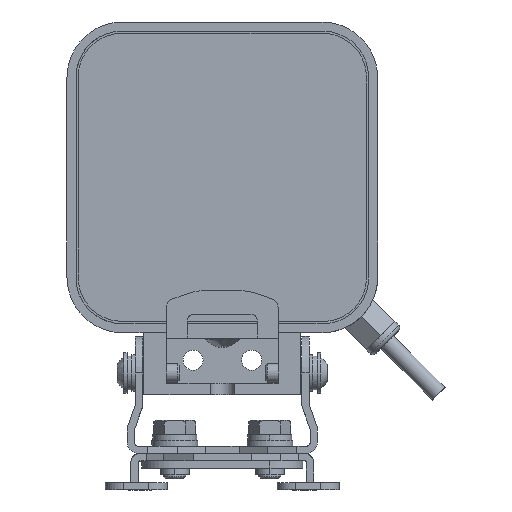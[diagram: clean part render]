
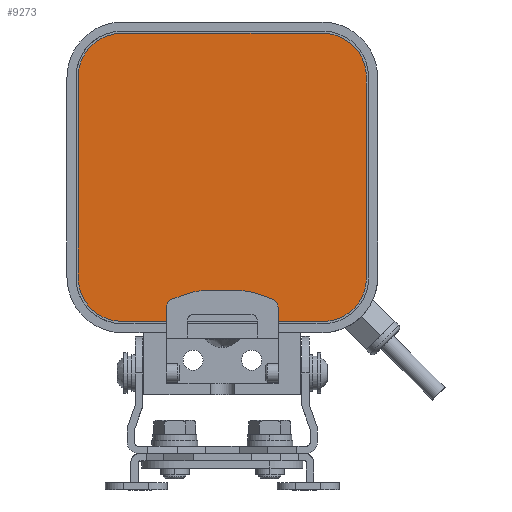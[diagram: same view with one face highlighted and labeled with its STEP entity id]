
A CAD part, front view. The second image highlights one B-rep face of the part: STEP entity #9273.
In plain terms, the highlighted planar face has unit normal (0, -1, 0).
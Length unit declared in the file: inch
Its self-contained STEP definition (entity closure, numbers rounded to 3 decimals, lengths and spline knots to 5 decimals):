
#69 = CARTESIAN_POINT ( 'NONE',  ( 1.55118, -1.26772, 2.28346 ) ) ;
#119 = CARTESIAN_POINT ( 'NONE',  ( -1.55118, -1.26772, 2.28346 ) ) ;
#435 = CARTESIAN_POINT ( 'NONE',  ( 1.55118, -1.26772, 3.36614 ) ) ;
#745 = ORIENTED_EDGE ( 'NONE', *, *, #15180, .T. ) ;
#1165 = CARTESIAN_POINT ( 'NONE',  ( -1.55118, -1.26772, 1.81496 ) ) ;
#1306 = CARTESIAN_POINT ( 'NONE',  ( -0.20053, -1.26772, 2.14567 ) ) ;
#1374 = EDGE_CURVE ( 'NONE', #8436, #15314, #10774, .T. ) ;
#1634 = VERTEX_POINT ( 'NONE', #8290 ) ;
#1645 = CARTESIAN_POINT ( 'NONE',  ( 1.08268, -1.26772, 4.91732 ) ) ;
#2629 = CARTESIAN_POINT ( 'NONE',  ( -0.60039, -1.26772, 1.81496 ) ) ;
#2634 = CARTESIAN_POINT ( 'NONE',  ( 0.60039, -1.26772, 1.96412 ) ) ;
#2685 = EDGE_CURVE ( 'NONE', #2869, #1634, #4289, .T. ) ;
#2841 = CARTESIAN_POINT ( 'NONE',  ( -0.32033, -1.26772, 2.13021 ) ) ;
#2869 = VERTEX_POINT ( 'NONE', #11390 ) ;
#2904 = CARTESIAN_POINT ( 'NONE',  ( -0.26142, -1.26772, 2.14566 ) ) ;
#3098 = VECTOR ( 'NONE', #11198, 39.37008 ) ;
#3380 = ORIENTED_EDGE ( 'NONE', *, *, #4520, .T. ) ;
#3544 = CARTESIAN_POINT ( 'NONE',  ( -1.08268, -1.26772, 4.91732 ) ) ;
#4289 = LINE ( 'NONE', #7046, #7033 ) ;
#4391 = CARTESIAN_POINT ( 'NONE',  ( 0.60039, -1.26772, 4.94835 ) ) ;
#4399 = DIRECTION ( 'NONE',  ( 1., 0., 0. ) ) ;
#4520 = EDGE_CURVE ( 'NONE', #1634, #5134, #8547, .T. ) ;
#4652 = CARTESIAN_POINT ( 'NONE',  ( -0.60039, -1.26772, 1.81496 ) ) ;
#4686 = EDGE_CURVE ( 'NONE', #17474, #2869, #7985, .T. ) ;
#4914 = CARTESIAN_POINT ( 'NONE',  ( -0.60039, -1.26772, 1.96412 ) ) ;
#5134 = VERTEX_POINT ( 'NONE', #3544 ) ;
#5449 = CARTESIAN_POINT ( 'NONE',  ( -0.60039, -1.26772, 1.96412 ) ) ;
#5520 = CARTESIAN_POINT ( 'NONE',  ( -0.60039, -1.26772, 4.94835 ) ) ;
#5612 = CARTESIAN_POINT ( 'NONE',  ( 1.55118, -1.26772, 4.91732 ) ) ;
#5622 = ORIENTED_EDGE ( 'NONE', *, *, #2685, .T. ) ;
#5679 = CARTESIAN_POINT ( 'NONE',  ( -1.08268, -1.26772, 4.91732 ) ) ;
#6226 = LINE ( 'NONE', #5520, #8964 ) ;
#6805 = CARTESIAN_POINT ( 'NONE',  ( -1.5822, -1.26772, 4.94835 ) ) ;
#6875 = EDGE_CURVE ( 'NONE', #14365, #8436, #10716, .T. ) ;
#7033 = VECTOR ( 'NONE', #4399, 39.37008 ) ;
#7046 = CARTESIAN_POINT ( 'NONE',  ( -1.5822, -1.26772, 1.81496 ) ) ;
#7057 = CARTESIAN_POINT ( 'NONE',  ( 0.20053, -1.26772, 2.14567 ) ) ;
#7230 = CARTESIAN_POINT ( 'NONE',  ( 0.26142, -1.26772, 2.14566 ) ) ;
#7706 = CARTESIAN_POINT ( 'NONE',  ( -1.55118, -1.26772, 4.91732 ) ) ;
#7958 = ORIENTED_EDGE ( 'NONE', *, *, #4686, .T. ) ;
#7985 = LINE ( 'NONE', #4391, #3098 ) ;
#8264 = DIRECTION ( 'NONE',  ( 0., 0., 1. ) ) ;
#8290 = CARTESIAN_POINT ( 'NONE',  ( 1.08268, -1.26772, 1.81496 ) ) ;
#8436 = VERTEX_POINT ( 'NONE', #1306 ) ;
#8547 =( BOUNDED_CURVE ( )  B_SPLINE_CURVE ( 2, ( #16212, #13602, #69, #435, #12374, #5612, #1645, #15264, #5679 ),
 .UNSPECIFIED., .F., .F. ) 
 B_SPLINE_CURVE_WITH_KNOTS ( ( 3, 2, 2, 2, 3 ),
 ( 0., 0.0187, 0.07372, 0.09242, 0.14745 ),
 .UNSPECIFIED. ) 
 CURVE ( )  GEOMETRIC_REPRESENTATION_ITEM ( )  RATIONAL_B_SPLINE_CURVE ( ( 1., 0.707, 1., 1., 1., 0.707, 1., 1., 1. ) ) 
 REPRESENTATION_ITEM ( '' )  );
#8552 = CARTESIAN_POINT ( 'NONE',  ( 0.54071, -1.26772, 2.0546 ) ) ;
#8610 = CARTESIAN_POINT ( 'NONE',  ( 0.20053, -1.26772, 2.14567 ) ) ;
#8827 = ORIENTED_EDGE ( 'NONE', *, *, #9029, .T. ) ;
#8964 = VECTOR ( 'NONE', #8264, 39.37008 ) ;
#9029 = EDGE_CURVE ( 'NONE', #15314, #17474, #11032, .T. ) ;
#9245 = CARTESIAN_POINT ( 'NONE',  ( -1.5822, -1.26772, 2.14567 ) ) ;
#9273 = ADVANCED_FACE ( 'NONE', ( #17330 ), #16385, .T. ) ;
#9340 = CARTESIAN_POINT ( 'NONE',  ( -0.84154, -1.26772, 1.81496 ) ) ;
#9379 = EDGE_CURVE ( 'NONE', #5134, #13696, #15100, .T. ) ;
#9601 = CARTESIAN_POINT ( 'NONE',  ( -0.43332, -1.26772, 2.10058 ) ) ;
#9667 = CARTESIAN_POINT ( 'NONE',  ( -1.55118, -1.26772, 3.36614 ) ) ;
#10038 = CARTESIAN_POINT ( 'NONE',  ( 0.32033, -1.26772, 2.13021 ) ) ;
#10716 =( BOUNDED_CURVE ( )  B_SPLINE_CURVE ( 2, ( #5449, #10819, #14974, #9601, #2841, #2904, #12383 ),
 .UNSPECIFIED., .F., .F. ) 
 B_SPLINE_CURVE_WITH_KNOTS ( ( 3, 2, 2, 3 ),
 ( 0., 0.00294, 0.0089, 0.012 ),
 .UNSPECIFIED. ) 
 CURVE ( )  GEOMETRIC_REPRESENTATION_ITEM ( )  RATIONAL_B_SPLINE_CURVE ( ( 1., 0.835, 1., 0.997, 1., 0.992, 1. ) ) 
 REPRESENTATION_ITEM ( '' )  );
#10774 = LINE ( 'NONE', #9245, #12055 ) ;
#10819 = CARTESIAN_POINT ( 'NONE',  ( -0.60039, -1.26772, 2.02904 ) ) ;
#11032 =( BOUNDED_CURVE ( )  B_SPLINE_CURVE ( 2, ( #8610, #7230, #10038, #16691, #8552, #16871, #12772 ),
 .UNSPECIFIED., .F., .F. ) 
 B_SPLINE_CURVE_WITH_KNOTS ( ( 3, 2, 2, 3 ),
 ( 0., 0.00305, 0.00892, 0.01181 ),
 .UNSPECIFIED. ) 
 CURVE ( )  GEOMETRIC_REPRESENTATION_ITEM ( )  RATIONAL_B_SPLINE_CURVE ( ( 1., 0.992, 1., 0.997, 1., 0.835, 1. ) ) 
 REPRESENTATION_ITEM ( '' )  );
#11198 = DIRECTION ( 'NONE',  ( 0., 0., -1. ) ) ;
#11390 = CARTESIAN_POINT ( 'NONE',  ( 0.60039, -1.26772, 1.81496 ) ) ;
#11424 = ORIENTED_EDGE ( 'NONE', *, *, #6875, .T. ) ;
#11590 = ORIENTED_EDGE ( 'NONE', *, *, #9379, .T. ) ;
#12055 = VECTOR ( 'NONE', #17463, 39.37008 ) ;
#12374 = CARTESIAN_POINT ( 'NONE',  ( 1.55118, -1.26772, 4.44882 ) ) ;
#12383 = CARTESIAN_POINT ( 'NONE',  ( -0.20053, -1.26772, 2.14567 ) ) ;
#12772 = CARTESIAN_POINT ( 'NONE',  ( 0.60039, -1.26772, 1.96412 ) ) ;
#13278 = CARTESIAN_POINT ( 'NONE',  ( -1.08268, -1.26772, 1.81496 ) ) ;
#13602 = CARTESIAN_POINT ( 'NONE',  ( 1.55118, -1.26772, 1.81496 ) ) ;
#13696 = VERTEX_POINT ( 'NONE', #4652 ) ;
#14144 = EDGE_LOOP ( 'NONE', ( #745, #11424, #16036, #8827, #7958, #5622, #3380, #11590 ) ) ;
#14365 = VERTEX_POINT ( 'NONE', #4914 ) ;
#14792 = DIRECTION ( 'NONE',  ( 0., 0., -1. ) ) ;
#14907 = DIRECTION ( 'NONE',  ( 0., -1., 0. ) ) ;
#14974 = CARTESIAN_POINT ( 'NONE',  ( -0.54071, -1.26772, 2.0546 ) ) ;
#15100 =( BOUNDED_CURVE ( )  B_SPLINE_CURVE ( 2, ( #15321, #7706, #15446, #9667, #119, #1165, #13278, #9340, #2629 ),
 .UNSPECIFIED., .F., .F. ) 
 B_SPLINE_CURVE_WITH_KNOTS ( ( 3, 2, 2, 2, 3 ),
 ( 0., 0.01862, 0.07341, 0.09203, 0.10423 ),
 .UNSPECIFIED. ) 
 CURVE ( )  GEOMETRIC_REPRESENTATION_ITEM ( )  RATIONAL_B_SPLINE_CURVE ( ( 1., 0.707, 1., 1., 1., 0.707, 1., 1., 1. ) ) 
 REPRESENTATION_ITEM ( '' )  );
#15180 = EDGE_CURVE ( 'NONE', #13696, #14365, #6226, .T. ) ;
#15264 = CARTESIAN_POINT ( 'NONE',  ( 0., -1.26772, 4.91732 ) ) ;
#15314 = VERTEX_POINT ( 'NONE', #7057 ) ;
#15321 = CARTESIAN_POINT ( 'NONE',  ( -1.08268, -1.26772, 4.91732 ) ) ;
#15446 = CARTESIAN_POINT ( 'NONE',  ( -1.55118, -1.26772, 4.44882 ) ) ;
#16036 = ORIENTED_EDGE ( 'NONE', *, *, #1374, .T. ) ;
#16212 = CARTESIAN_POINT ( 'NONE',  ( 1.08268, -1.26772, 1.81496 ) ) ;
#16385 = PLANE ( 'NONE',  #16991 ) ;
#16691 = CARTESIAN_POINT ( 'NONE',  ( 0.43332, -1.26772, 2.10058 ) ) ;
#16871 = CARTESIAN_POINT ( 'NONE',  ( 0.60039, -1.26772, 2.02904 ) ) ;
#16991 = AXIS2_PLACEMENT_3D ( 'NONE', #6805, #14907, #14792 ) ;
#17330 = FACE_OUTER_BOUND ( 'NONE', #14144, .T. ) ;
#17463 = DIRECTION ( 'NONE',  ( 1., 0., 0. ) ) ;
#17474 = VERTEX_POINT ( 'NONE', #2634 ) ;
